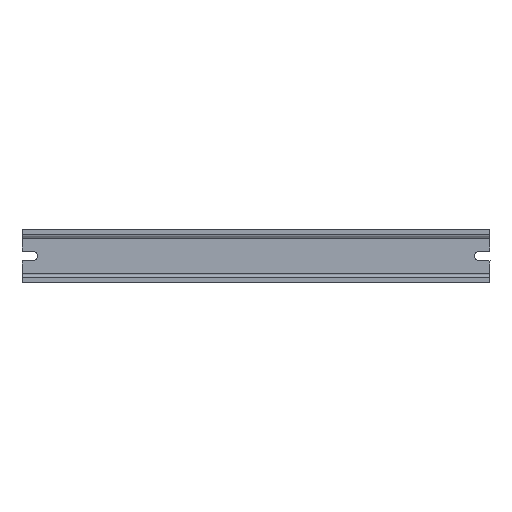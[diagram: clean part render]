
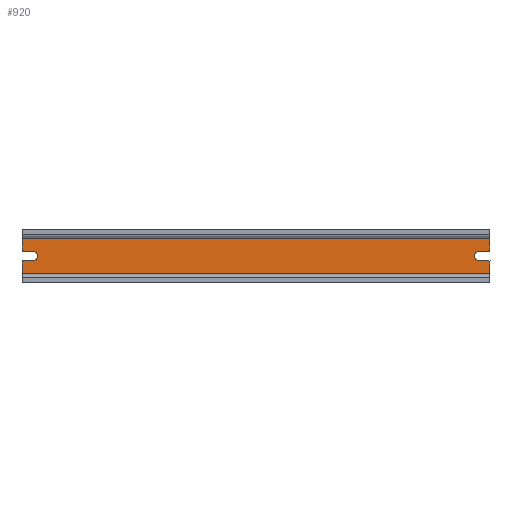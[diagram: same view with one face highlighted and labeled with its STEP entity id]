
A CAD part, top view. The second image highlights one B-rep face of the part: STEP entity #920.
In plain terms, the highlighted planar face has unit normal (0, 0, 1).
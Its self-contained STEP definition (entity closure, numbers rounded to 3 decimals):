
#54=AXIS2_PLACEMENT_3D('Circle Axis2P3D',#52,#53,$) ;
#94=AXIS2_PLACEMENT_3D('Circle Axis2P3D',#92,#93,$) ;
#904=AXIS2_PLACEMENT_3D('Plane Axis2P3D',#901,#902,#903) ;
#49=CARTESIAN_POINT('Vertex',(6.85,14.35,1.5)) ;
#52=CARTESIAN_POINT('Axis2P3D Location',(6.85,17.5,1.5)) ;
#56=CARTESIAN_POINT('Vertex',(6.85,20.65,1.5)) ;
#89=CARTESIAN_POINT('Vertex',(299.15,20.65,1.5)) ;
#92=CARTESIAN_POINT('Axis2P3D Location',(299.15,17.5,1.5)) ;
#96=CARTESIAN_POINT('Vertex',(299.15,14.35,1.5)) ;
#116=CARTESIAN_POINT('Line Origine',(306.,10.175,1.5)) ;
#120=CARTESIAN_POINT('Vertex',(306.,14.35,1.5)) ;
#122=CARTESIAN_POINT('Vertex',(306.,6.,1.5)) ;
#220=CARTESIAN_POINT('Line Origine',(153.,6.,1.5)) ;
#224=CARTESIAN_POINT('Vertex',(0.,6.,1.5)) ;
#443=CARTESIAN_POINT('Line Origine',(302.575,14.35,1.5)) ;
#476=CARTESIAN_POINT('Vertex',(306.,20.65,1.5)) ;
#479=CARTESIAN_POINT('Line Origine',(302.575,20.65,1.5)) ;
#558=CARTESIAN_POINT('Vertex',(306.,29.,1.5)) ;
#561=CARTESIAN_POINT('Line Origine',(306.,24.825,1.5)) ;
#597=CARTESIAN_POINT('Vertex',(0.,29.,1.5)) ;
#600=CARTESIAN_POINT('Line Origine',(153.,29.,1.5)) ;
#621=CARTESIAN_POINT('Vertex',(0.,20.65,1.5)) ;
#626=CARTESIAN_POINT('Line Origine',(0.,24.825,1.5)) ;
#707=CARTESIAN_POINT('Line Origine',(3.425,20.65,1.5)) ;
#735=CARTESIAN_POINT('Vertex',(0.,14.35,1.5)) ;
#738=CARTESIAN_POINT('Line Origine',(3.425,14.35,1.5)) ;
#755=CARTESIAN_POINT('Line Origine',(0.,10.175,1.5)) ;
#901=CARTESIAN_POINT('Axis2P3D Location',(153.,29.,1.5)) ;
#53=DIRECTION('Axis2P3D Direction',(-0.,0.,1.)) ;
#93=DIRECTION('Axis2P3D Direction',(-0.,0.,1.)) ;
#117=DIRECTION('Vector Direction',(0.,-1.,0.)) ;
#221=DIRECTION('Vector Direction',(1.,0.,0.)) ;
#444=DIRECTION('Vector Direction',(-1.,0.,0.)) ;
#480=DIRECTION('Vector Direction',(1.,0.,0.)) ;
#562=DIRECTION('Vector Direction',(0.,-1.,0.)) ;
#601=DIRECTION('Vector Direction',(1.,0.,0.)) ;
#627=DIRECTION('Vector Direction',(0.,-1.,0.)) ;
#708=DIRECTION('Vector Direction',(-1.,0.,0.)) ;
#739=DIRECTION('Vector Direction',(1.,0.,0.)) ;
#756=DIRECTION('Vector Direction',(0.,-1.,0.)) ;
#902=DIRECTION('Axis2P3D Direction',(-0.,0.,1.)) ;
#903=DIRECTION('Axis2P3D XDirection',(0.,-1.,0.)) ;
#118=VECTOR('Line Direction',#117,1.) ;
#222=VECTOR('Line Direction',#221,1.) ;
#445=VECTOR('Line Direction',#444,1.) ;
#481=VECTOR('Line Direction',#480,1.) ;
#563=VECTOR('Line Direction',#562,1.) ;
#602=VECTOR('Line Direction',#601,1.) ;
#628=VECTOR('Line Direction',#627,1.) ;
#709=VECTOR('Line Direction',#708,1.) ;
#740=VECTOR('Line Direction',#739,1.) ;
#757=VECTOR('Line Direction',#756,1.) ;
#907=ORIENTED_EDGE('',*,*,#98,.T.) ;
#908=ORIENTED_EDGE('',*,*,#483,.F.) ;
#909=ORIENTED_EDGE('',*,*,#565,.F.) ;
#910=ORIENTED_EDGE('',*,*,#604,.F.) ;
#911=ORIENTED_EDGE('',*,*,#630,.T.) ;
#912=ORIENTED_EDGE('',*,*,#711,.F.) ;
#913=ORIENTED_EDGE('',*,*,#58,.T.) ;
#914=ORIENTED_EDGE('',*,*,#742,.F.) ;
#915=ORIENTED_EDGE('',*,*,#759,.T.) ;
#916=ORIENTED_EDGE('',*,*,#226,.T.) ;
#917=ORIENTED_EDGE('',*,*,#124,.F.) ;
#918=ORIENTED_EDGE('',*,*,#447,.F.) ;
#920=ADVANCED_FACE('Hauptk\X2\00F6\X0\rper',(#919),#905,.T.) ;
#55=CIRCLE('generated circle',#54,3.15) ;
#95=CIRCLE('generated circle',#94,3.15) ;
#58=EDGE_CURVE('',#57,#50,#55,.F.) ;
#98=EDGE_CURVE('',#97,#90,#95,.F.) ;
#124=EDGE_CURVE('',#121,#123,#119,.T.) ;
#226=EDGE_CURVE('',#225,#123,#223,.T.) ;
#447=EDGE_CURVE('',#97,#121,#446,.F.) ;
#483=EDGE_CURVE('',#477,#90,#482,.F.) ;
#565=EDGE_CURVE('',#559,#477,#564,.T.) ;
#604=EDGE_CURVE('',#598,#559,#603,.T.) ;
#630=EDGE_CURVE('',#598,#622,#629,.T.) ;
#711=EDGE_CURVE('',#57,#622,#710,.T.) ;
#742=EDGE_CURVE('',#736,#50,#741,.T.) ;
#759=EDGE_CURVE('',#736,#225,#758,.T.) ;
#906=EDGE_LOOP('',(#907,#908,#909,#910,#911,#912,#913,#914,#915,#916,#917,#918)) ;
#919=FACE_OUTER_BOUND('',#906,.T.) ;
#119=LINE('Line',#116,#118) ;
#223=LINE('Line',#220,#222) ;
#446=LINE('Line',#443,#445) ;
#482=LINE('Line',#479,#481) ;
#564=LINE('Line',#561,#563) ;
#603=LINE('Line',#600,#602) ;
#629=LINE('Line',#626,#628) ;
#710=LINE('Line',#707,#709) ;
#741=LINE('Line',#738,#740) ;
#758=LINE('Line',#755,#757) ;
#905=PLANE('',#904) ;
#50=VERTEX_POINT('',#49) ;
#57=VERTEX_POINT('',#56) ;
#90=VERTEX_POINT('',#89) ;
#97=VERTEX_POINT('',#96) ;
#121=VERTEX_POINT('',#120) ;
#123=VERTEX_POINT('',#122) ;
#225=VERTEX_POINT('',#224) ;
#477=VERTEX_POINT('',#476) ;
#559=VERTEX_POINT('',#558) ;
#598=VERTEX_POINT('',#597) ;
#622=VERTEX_POINT('',#621) ;
#736=VERTEX_POINT('',#735) ;
